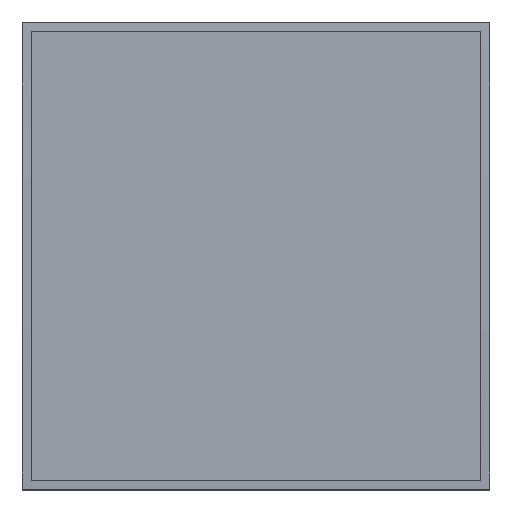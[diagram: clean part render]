
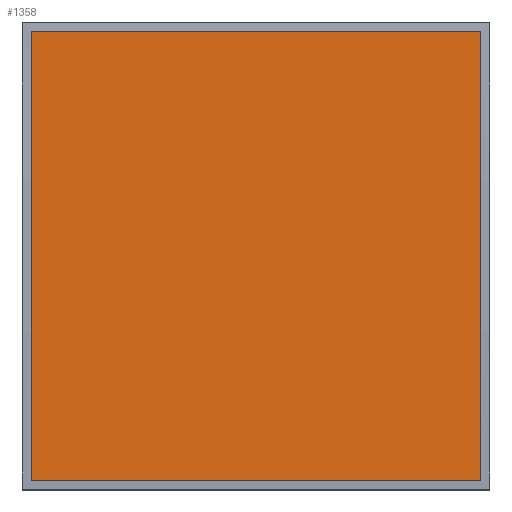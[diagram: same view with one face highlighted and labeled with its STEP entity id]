
A CAD part, top view. The second image highlights one B-rep face of the part: STEP entity #1358.
In plain terms, the highlighted planar face has unit normal (0, 0, 1).
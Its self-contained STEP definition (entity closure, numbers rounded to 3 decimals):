
#105=FACE_OUTER_BOUND($,#170,.T.);
#170=EDGE_LOOP($,(#976,#977,#978,#979));
#260=LINE($,#1887,#460);
#262=LINE($,#1893,#462);
#265=LINE($,#1899,#465);
#267=LINE($,#1903,#467);
#460=VECTOR($,#1527,105.538);
#462=VECTOR($,#1533,105.505);
#465=VECTOR($,#1538,105.538);
#467=VECTOR($,#1544,105.505);
#656=VERTEX_POINT($,#1884);
#657=VERTEX_POINT($,#1886);
#659=VERTEX_POINT($,#1892);
#661=VERTEX_POINT($,#1898);
#776=EDGE_CURVE($,#657,#656,#260,.T.);
#779=EDGE_CURVE($,#659,#657,#262,.T.);
#782=EDGE_CURVE($,#661,#659,#265,.T.);
#785=EDGE_CURVE($,#656,#661,#267,.T.);
#976=ORIENTED_EDGE($,*,*,#779,.T.);
#977=ORIENTED_EDGE($,*,*,#776,.T.);
#978=ORIENTED_EDGE($,*,*,#785,.T.);
#979=ORIENTED_EDGE($,*,*,#782,.T.);
#1294=PLANE($,#1432);
#1358=ADVANCED_FACE($,(#105),#1294,.T.);
#1432=AXIS2_PLACEMENT_3D($,#1904,#1545,#1546);
#1527=DIRECTION($,(-1.,0.,0.));
#1533=DIRECTION($,(0.,1.,0.));
#1538=DIRECTION($,(1.,0.,0.));
#1544=DIRECTION($,(0.,-1.,0.));
#1545=DIRECTION('center_axis',(0.,0.,1.));
#1546=DIRECTION('ref_axis',(1.,0.,0.));
#1884=CARTESIAN_POINT('',(-0.769,52.753,59.828));
#1886=CARTESIAN_POINT('',(104.769,52.753,59.828));
#1887=CARTESIAN_POINT($,(104.769,52.753,59.828));
#1892=CARTESIAN_POINT('',(104.769,-52.752,59.828));
#1893=CARTESIAN_POINT($,(104.769,-52.752,59.828));
#1898=CARTESIAN_POINT('',(-0.769,-52.752,59.828));
#1899=CARTESIAN_POINT($,(-0.769,-52.752,59.828));
#1903=CARTESIAN_POINT($,(-0.769,52.753,59.828));
#1904=CARTESIAN_POINT('Origin',(52.,0.,59.828));
